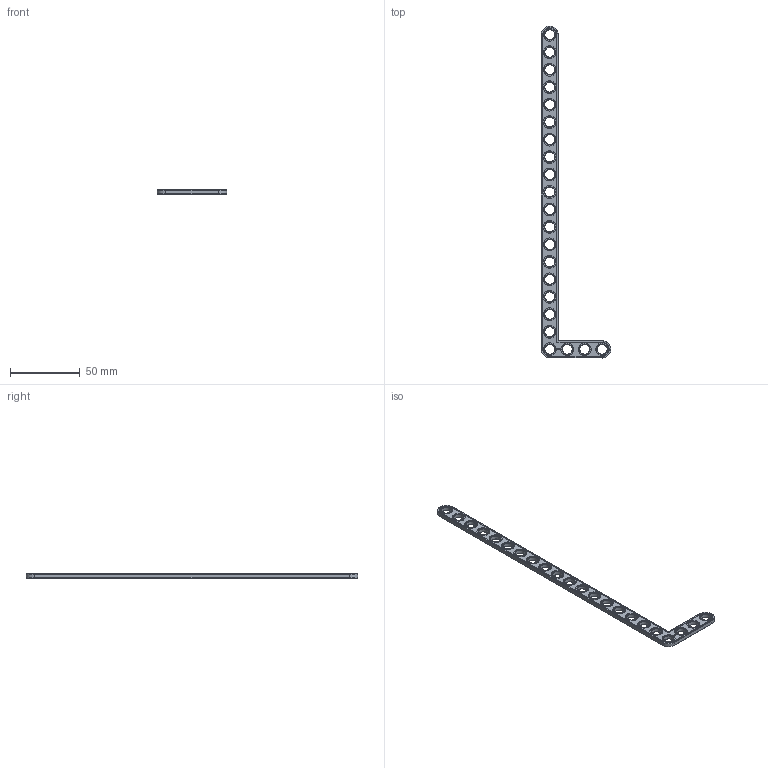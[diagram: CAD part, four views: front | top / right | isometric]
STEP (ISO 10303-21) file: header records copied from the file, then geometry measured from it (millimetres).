
FILE_DESCRIPTION(('FreeCAD Model'),'2;1');
FILE_NAME('Open CASCADE Shape Model','2022-02-08T22:58:12',( 'Paulo Kiefe'),('STEMFIE.org'),'Open CASCADE STEP processor 7.4', 'FreeCAD','Unknown');
FILE_SCHEMA(('AUTOMOTIVE_DESIGN { 1 0 10303 214 1 1 1 1 }'));
Length unit declared in the file: millimetre
Products named in the file (1): Brace_AGD_90_ASYM_ERR_BU04x19x01x00.25_-_SPN-BRC-1049_(stemfie.org)
Bounding box: 50 x 237.5 x 3.12 mm (x, y, z)
Volume: 7606.3 mm3; surface area: 8241.4 mm2
Topology: 1 solids, 1 shells, 640 faces, 1685 edges, 1104 vertices
Faces by surface type: plane 362, extrusion 178, cone 50, cylinder 50
Full cylindrical faces by diameter (mm): 7 x22, 9.2 x22
Entity records: 42932 total; most frequent: CARTESIAN_POINT 10212, DIRECTION 5375, VECTOR 4071, LINE 3893, ORIENTED_EDGE 3370, PCURVE 3370, DEFINITIONAL_REPRESENTATION 3370, EDGE_CURVE 1685
